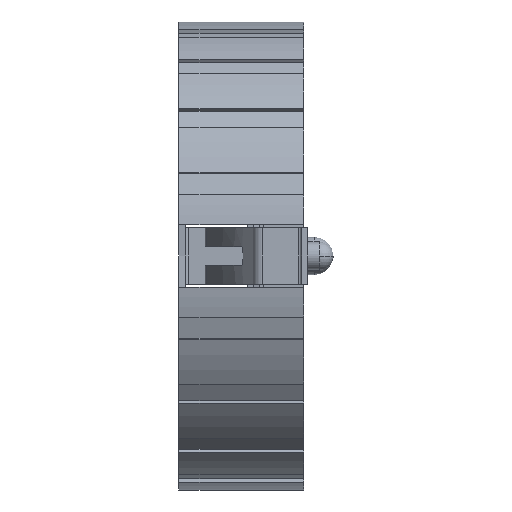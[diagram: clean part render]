
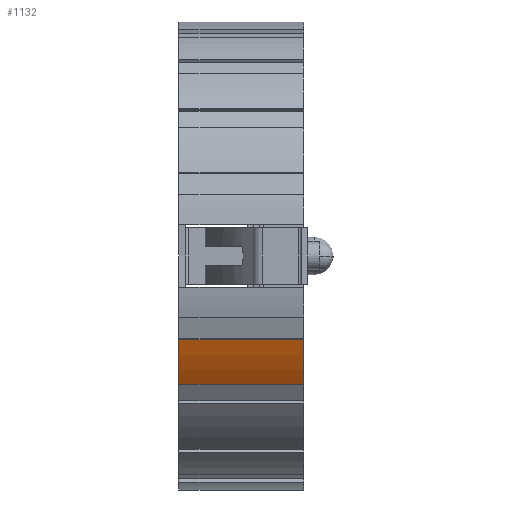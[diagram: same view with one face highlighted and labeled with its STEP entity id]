
A CAD part, left-side view. The second image highlights one B-rep face of the part: STEP entity #1132.
In plain terms, the highlighted cylindrical face has radius 7.5 mm (diameter 15 mm), a partial arc.
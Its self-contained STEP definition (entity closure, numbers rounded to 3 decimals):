
#66 = VECTOR ( 'NONE', #5371, 1000. ) ;
#138 = DIRECTION ( 'NONE',  ( 0., -1., 0. ) ) ;
#158 = VERTEX_POINT ( 'NONE', #3630 ) ;
#163 = VERTEX_POINT ( 'NONE', #1483 ) ;
#343 = EDGE_CURVE ( 'NONE', #5238, #163, #3302, .T. ) ;
#397 = CIRCLE ( 'NONE', #2152, 7.5 ) ;
#488 = EDGE_LOOP ( 'NONE', ( #1392, #4695, #5003, #5022 ) ) ;
#580 = DIRECTION ( 'NONE',  ( 0., 0., 1. ) ) ;
#860 = CARTESIAN_POINT ( 'NONE',  ( 0., 4., 0. ) ) ;
#1132 = ADVANCED_FACE ( 'NONE', ( #6157 ), #1605, .T. ) ;
#1161 = DIRECTION ( 'NONE',  ( 0., 1., 0. ) ) ;
#1392 = ORIENTED_EDGE ( 'NONE', *, *, #5623, .F. ) ;
#1483 = CARTESIAN_POINT ( 'NONE',  ( -7.008, 4., -2.671 ) ) ;
#1605 = CYLINDRICAL_SURFACE ( 'NONE', #4223, 7.5 ) ;
#2152 = AXIS2_PLACEMENT_3D ( 'NONE', #860, #3157, #3681 ) ;
#2472 = CARTESIAN_POINT ( 'NONE',  ( -7.008, 4., -2.671 ) ) ;
#3089 = VERTEX_POINT ( 'NONE', #3193 ) ;
#3157 = DIRECTION ( 'NONE',  ( 0., 1., 0. ) ) ;
#3193 = CARTESIAN_POINT ( 'NONE',  ( -6.28, 0., -4.099 ) ) ;
#3302 = LINE ( 'NONE', #2472, #66 ) ;
#3630 = CARTESIAN_POINT ( 'NONE',  ( -6.28, 4., -4.099 ) ) ;
#3681 = DIRECTION ( 'NONE',  ( 0., 0., 1. ) ) ;
#3969 = CIRCLE ( 'NONE', #4094, 7.5 ) ;
#4094 = AXIS2_PLACEMENT_3D ( 'NONE', #5606, #1161, #580 ) ;
#4223 = AXIS2_PLACEMENT_3D ( 'NONE', #4696, #138, #5808 ) ;
#4695 = ORIENTED_EDGE ( 'NONE', *, *, #6466, .T. ) ;
#4696 = CARTESIAN_POINT ( 'NONE',  ( 0., 4., 0. ) ) ;
#4712 = CARTESIAN_POINT ( 'NONE',  ( -6.28, 4., -4.099 ) ) ;
#5003 = ORIENTED_EDGE ( 'NONE', *, *, #5923, .T. ) ;
#5022 = ORIENTED_EDGE ( 'NONE', *, *, #343, .T. ) ;
#5044 = CARTESIAN_POINT ( 'NONE',  ( -7.008, 0., -2.671 ) ) ;
#5238 = VERTEX_POINT ( 'NONE', #5044 ) ;
#5371 = DIRECTION ( 'NONE',  ( 0., 1., 0. ) ) ;
#5606 = CARTESIAN_POINT ( 'NONE',  ( 0., 0., 0. ) ) ;
#5623 = EDGE_CURVE ( 'NONE', #158, #163, #397, .T. ) ;
#5664 = VECTOR ( 'NONE', #7065, 1000. ) ;
#5752 = LINE ( 'NONE', #4712, #5664 ) ;
#5808 = DIRECTION ( 'NONE',  ( 0., 0., -1. ) ) ;
#5923 = EDGE_CURVE ( 'NONE', #3089, #5238, #3969, .T. ) ;
#6157 = FACE_OUTER_BOUND ( 'NONE', #488, .T. ) ;
#6466 = EDGE_CURVE ( 'NONE', #158, #3089, #5752, .T. ) ;
#7065 = DIRECTION ( 'NONE',  ( 0., -1., 0. ) ) ;
